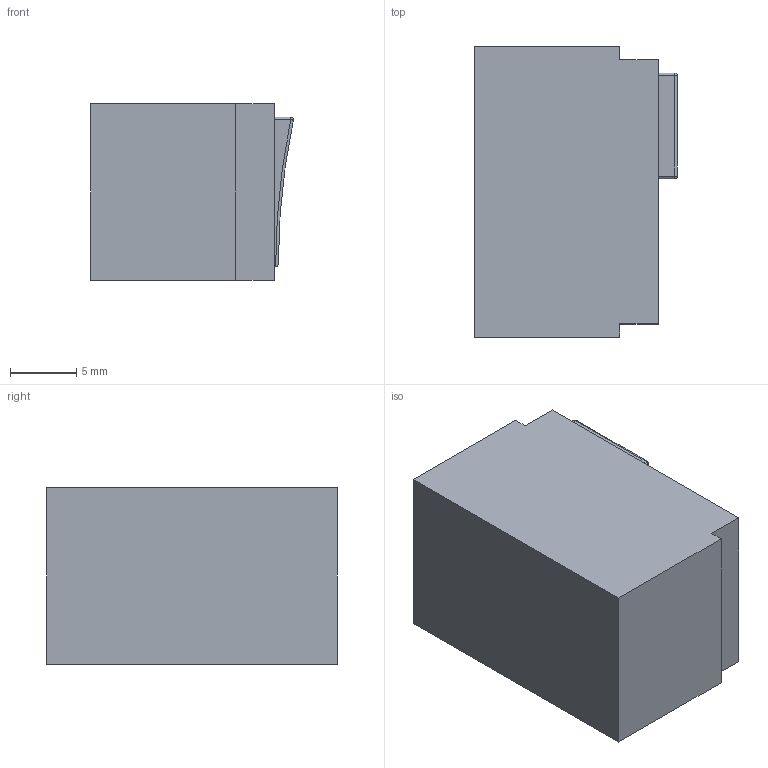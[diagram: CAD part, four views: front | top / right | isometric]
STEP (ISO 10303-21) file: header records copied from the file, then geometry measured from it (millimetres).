
FILE_DESCRIPTION(('FreeCAD Model'),'2;1');
FILE_NAME( 'power_connector_LRJ_Series.stp', '2021-07-28T17:55:10',('FreeCAD'),('FreeCAD'), 'Open CASCADE STEP processor 6.9','FreeCAD','Unknown');
FILE_SCHEMA(('AUTOMOTIVE_DESIGN { 1 0 10303 214 1 1 1 1 }'));
Length unit declared in the file: millimetre
Products named in the file (1): Open CASCADE STEP translator 6.9 1
Bounding box: 15.35 x 22 x 13.35 mm (x, y, z)
Volume: 3836.3 mm3; surface area: 1813.7 mm2
Topology: 1 solids, 1 shells, 30 faces, 68 edges, 41 vertices
Faces by surface type: plane 15, cylinder 9, sphere 4, torus 2
Entity records: 842 total; most frequent: CARTESIAN_POINT 154, DIRECTION 148, ORIENTED_EDGE 132, EDGE_CURVE 66, AXIS2_PLACEMENT_3D 53, LINE 42, VECTOR 42, VERTEX_POINT 41
